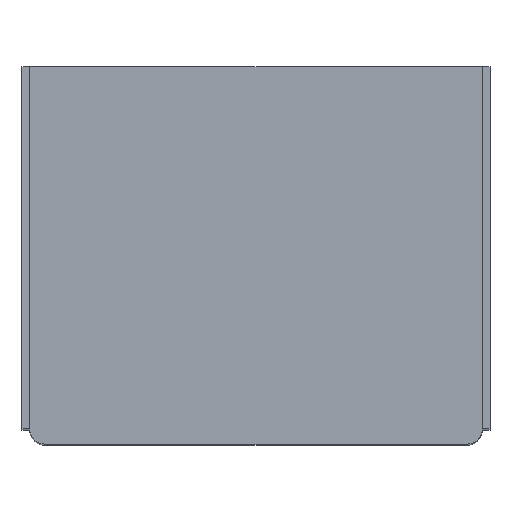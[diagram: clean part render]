
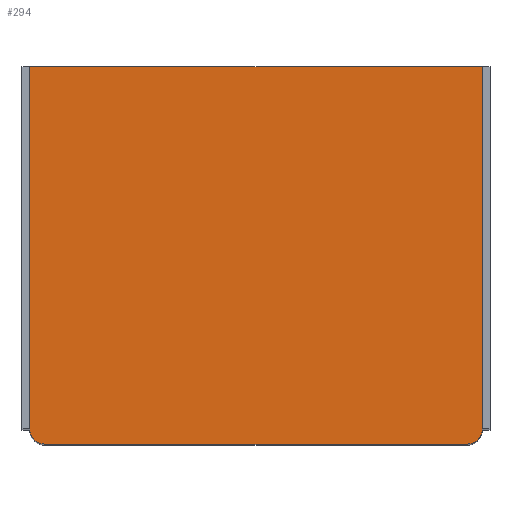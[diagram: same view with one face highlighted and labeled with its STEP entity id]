
A CAD part, top view. The second image highlights one B-rep face of the part: STEP entity #294.
In plain terms, the highlighted planar face has unit normal (0, 0, 1).
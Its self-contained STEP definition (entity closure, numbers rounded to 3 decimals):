
#7 = DIRECTION ( 'NONE',  ( 0., 0., 1. ) ) ;
#9 = DIRECTION ( 'NONE',  ( -1., 0., 0. ) ) ;
#10 = DIRECTION ( 'NONE',  ( -1., 0., 0. ) ) ;
#11 = DIRECTION ( 'NONE',  ( 0., 0., 1. ) ) ;
#13 = DIRECTION ( 'NONE',  ( 0., 0., -1. ) ) ;
#14 = DIRECTION ( 'NONE',  ( -1., 0., 0. ) ) ;
#15 = AXIS2_PLACEMENT_3D ( 'NONE', #17, #11, #14 ) ;
#16 = CARTESIAN_POINT ( 'NONE',  ( 2.8, 0.2, 10. ) ) ;
#17 = CARTESIAN_POINT ( 'NONE',  ( -2.8, 0.2, 10. ) ) ;
#18 = CARTESIAN_POINT ( 'NONE',  ( -2.8, 0.2, 10. ) ) ;
#19 = AXIS2_PLACEMENT_3D ( 'NONE', #16, #7, #10 ) ;
#20 = PLANE ( 'NONE',  #21 ) ;
#21 = AXIS2_PLACEMENT_3D ( 'NONE', #18, #13, #9 ) ;
#35 = CIRCLE ( 'NONE', #19, 0.2 ) ;
#65 = CARTESIAN_POINT ( 'NONE',  ( -2.8, 0., 10. ) ) ;
#94 = CARTESIAN_POINT ( 'NONE',  ( 2.8, 0., 10. ) ) ;
#119 = CIRCLE ( 'NONE', #15, 0.2 ) ;
#124 = LINE ( 'NONE', #127, #126 ) ;
#125 = DIRECTION ( 'NONE',  ( 1., 0., 0. ) ) ;
#126 = VECTOR ( 'NONE', #125, 1000. ) ;
#127 = CARTESIAN_POINT ( 'NONE',  ( -2.8, 0., 10. ) ) ;
#132 = FACE_OUTER_BOUND ( 'NONE', #257, .T. ) ;
#252 = VERTEX_POINT ( 'NONE', #65 ) ;
#256 = ORIENTED_EDGE ( 'NONE', *, *, #696, .T. ) ;
#257 = EDGE_LOOP ( 'NONE', ( #283, #256, #274, #296, #288, #292 ) ) ;
#263 = VERTEX_POINT ( 'NONE', #94 ) ;
#274 = ORIENTED_EDGE ( 'NONE', *, *, #710, .T. ) ;
#283 = ORIENTED_EDGE ( 'NONE', *, *, #303, .T. ) ;
#285 = EDGE_CURVE ( 'NONE', #724, #252, #119, .T. ) ;
#286 = EDGE_CURVE ( 'NONE', #252, #263, #124, .T. ) ;
#288 = ORIENTED_EDGE ( 'NONE', *, *, #286, .T. ) ;
#289 = EDGE_CURVE ( 'NONE', #263, #307, #35, .T. ) ;
#292 = ORIENTED_EDGE ( 'NONE', *, *, #289, .T. ) ;
#294 = ADVANCED_FACE ( 'NONE', ( #132 ), #20, .F. ) ;
#296 = ORIENTED_EDGE ( 'NONE', *, *, #285, .T. ) ;
#302 = VERTEX_POINT ( 'NONE', #339 ) ;
#303 = EDGE_CURVE ( 'NONE', #307, #302, #338, .T. ) ;
#307 = VERTEX_POINT ( 'NONE', #333 ) ;
#310 = LINE ( 'NONE', #314, #371 ) ;
#314 = CARTESIAN_POINT ( 'NONE',  ( -3., 5., 10. ) ) ;
#333 = CARTESIAN_POINT ( 'NONE',  ( 3., 0.2, 10. ) ) ;
#335 = DIRECTION ( 'NONE',  ( 0., 1., 0. ) ) ;
#336 = VECTOR ( 'NONE', #335, 1000. ) ;
#337 = CARTESIAN_POINT ( 'NONE',  ( 3., 0.2, 10. ) ) ;
#338 = LINE ( 'NONE', #337, #336 ) ;
#339 = CARTESIAN_POINT ( 'NONE',  ( 3., 5., 10. ) ) ;
#341 = CARTESIAN_POINT ( 'NONE',  ( -3., 0.2, 10. ) ) ;
#342 = LINE ( 'NONE', #341, #395 ) ;
#362 = CARTESIAN_POINT ( 'NONE',  ( -3., 5., 10. ) ) ;
#370 = DIRECTION ( 'NONE',  ( -1., 0., 0. ) ) ;
#371 = VECTOR ( 'NONE', #370, 1000. ) ;
#384 = CARTESIAN_POINT ( 'NONE',  ( -3., 0.2, 10. ) ) ;
#394 = DIRECTION ( 'NONE',  ( 0., -1., 0. ) ) ;
#395 = VECTOR ( 'NONE', #394, 1000. ) ;
#696 = EDGE_CURVE ( 'NONE', #302, #700, #310, .T. ) ;
#700 = VERTEX_POINT ( 'NONE', #362 ) ;
#710 = EDGE_CURVE ( 'NONE', #700, #724, #342, .T. ) ;
#724 = VERTEX_POINT ( 'NONE', #384 ) ;
